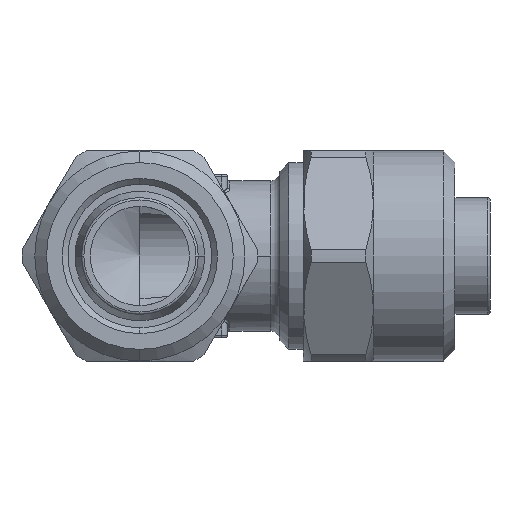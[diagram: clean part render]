
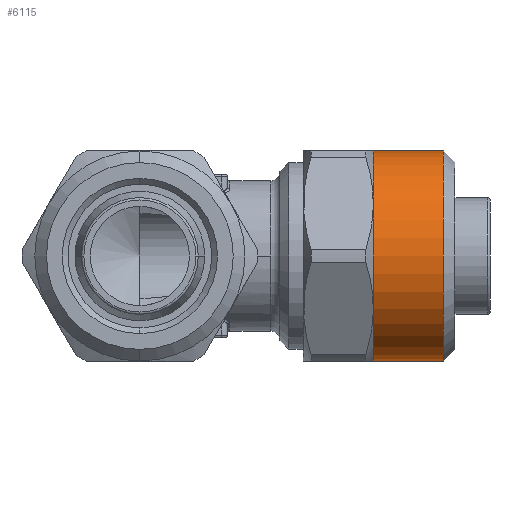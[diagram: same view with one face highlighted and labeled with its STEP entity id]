
A CAD part, front view. The second image highlights one B-rep face of the part: STEP entity #6115.
In plain terms, the highlighted cylindrical face has radius 9 mm (diameter 18 mm), a partial arc.
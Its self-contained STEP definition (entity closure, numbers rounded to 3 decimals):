
#731 = EDGE_CURVE ( 'NONE', #1874, #1885, #3459, .T. ) ;
#733 = EDGE_CURVE ( 'NONE', #1884, #1886, #3457, .T. ) ;
#745 = EDGE_CURVE ( 'NONE', #1885, #1883, #3478, .T. ) ;
#746 = EDGE_CURVE ( 'NONE', #1858, #1874, #3481, .T. ) ;
#751 = EDGE_CURVE ( 'NONE', #1886, #1883, #2209, .T. ) ;
#752 = EDGE_CURVE ( 'NONE', #1884, #1858, #2210, .T. ) ;
#779 = ORIENTED_EDGE ( 'NONE', *, *, #731, .F. ) ;
#800 = ORIENTED_EDGE ( 'NONE', *, *, #751, .T. ) ;
#853 = ORIENTED_EDGE ( 'NONE', *, *, #745, .F. ) ;
#860 = ORIENTED_EDGE ( 'NONE', *, *, #752, .F. ) ;
#863 = ORIENTED_EDGE ( 'NONE', *, *, #746, .F. ) ;
#864 = ORIENTED_EDGE ( 'NONE', *, *, #733, .T. ) ;
#1812 = EDGE_LOOP ( 'NONE', ( #864, #800, #853, #779, #863, #860 ) ) ;
#1858 = VERTEX_POINT ( 'NONE', #3214 ) ;
#1874 = VERTEX_POINT ( 'NONE', #3230 ) ;
#1883 = VERTEX_POINT ( 'NONE', #3239 ) ;
#1884 = VERTEX_POINT ( 'NONE', #3240 ) ;
#1885 = VERTEX_POINT ( 'NONE', #3241 ) ;
#1886 = VERTEX_POINT ( 'NONE', #3242 ) ;
#2209 = LINE ( 'NONE', #5954, #3491 ) ;
#2210 = LINE ( 'NONE', #5956, #3493 ) ;
#2714 = FACE_OUTER_BOUND ( 'NONE', #1812, .T. ) ;
#2715 = CYLINDRICAL_SURFACE ( 'NONE', #5403, 9. ) ;
#3214 = CARTESIAN_POINT ( 'NONE',  ( 20., 0., -9. ) ) ;
#3230 = CARTESIAN_POINT ( 'NONE',  ( 20., -7.794, -4.5 ) ) ;
#3239 = CARTESIAN_POINT ( 'NONE',  ( 20., 0., 9. ) ) ;
#3240 = CARTESIAN_POINT ( 'NONE',  ( 26., 0., -9. ) ) ;
#3241 = CARTESIAN_POINT ( 'NONE',  ( 20., -7.794, 4.5 ) ) ;
#3242 = CARTESIAN_POINT ( 'NONE',  ( 26., 0., 9. ) ) ;
#3457 = CIRCLE ( 'NONE', #3464, 9. ) ;
#3459 = CIRCLE ( 'NONE', #3461, 9. ) ;
#3461 = AXIS2_PLACEMENT_3D ( 'NONE', #5895, #5896, #5897 ) ;
#3464 = AXIS2_PLACEMENT_3D ( 'NONE', #5901, #5902, #5903 ) ;
#3478 = CIRCLE ( 'NONE', #3480, 9. ) ;
#3480 = AXIS2_PLACEMENT_3D ( 'NONE', #5937, #5938, #5939 ) ;
#3481 = CIRCLE ( 'NONE', #3482, 9. ) ;
#3482 = AXIS2_PLACEMENT_3D ( 'NONE', #5940, #5941, #5942 ) ;
#3491 = VECTOR ( 'NONE', #5955, 1000. ) ;
#3493 = VECTOR ( 'NONE', #5957, 1000. ) ;
#5270 = CARTESIAN_POINT ( 'NONE',  ( 10.787, 0., 0. ) ) ;
#5271 = DIRECTION ( 'NONE',  ( -1., 0., 0. ) ) ;
#5272 = DIRECTION ( 'NONE',  ( 0., 0., -1. ) ) ;
#5403 = AXIS2_PLACEMENT_3D ( 'NONE', #5270, #5271, #5272 ) ;
#5895 = CARTESIAN_POINT ( 'NONE',  ( 20., 0., 0. ) ) ;
#5896 = DIRECTION ( 'NONE',  ( -1., 0., 0. ) ) ;
#5897 = DIRECTION ( 'NONE',  ( 0., 0., -1. ) ) ;
#5901 = CARTESIAN_POINT ( 'NONE',  ( 26., 0., 0. ) ) ;
#5902 = DIRECTION ( 'NONE',  ( -1., 0., 0. ) ) ;
#5903 = DIRECTION ( 'NONE',  ( 0., 0., -1. ) ) ;
#5937 = CARTESIAN_POINT ( 'NONE',  ( 20., 0., 0. ) ) ;
#5938 = DIRECTION ( 'NONE',  ( -1., 0., 0. ) ) ;
#5939 = DIRECTION ( 'NONE',  ( 0., 0., -1. ) ) ;
#5940 = CARTESIAN_POINT ( 'NONE',  ( 20., 0., 0. ) ) ;
#5941 = DIRECTION ( 'NONE',  ( -1., 0., 0. ) ) ;
#5942 = DIRECTION ( 'NONE',  ( 0., 0., -1. ) ) ;
#5954 = CARTESIAN_POINT ( 'NONE',  ( 10.787, 0., 9. ) ) ;
#5955 = DIRECTION ( 'NONE',  ( -1., 0., 0. ) ) ;
#5956 = CARTESIAN_POINT ( 'NONE',  ( 10.787, 0., -9. ) ) ;
#5957 = DIRECTION ( 'NONE',  ( -1., 0., 0. ) ) ;
#6115 = ADVANCED_FACE ( 'NONE', ( #2714 ), #2715, .T. ) ;
